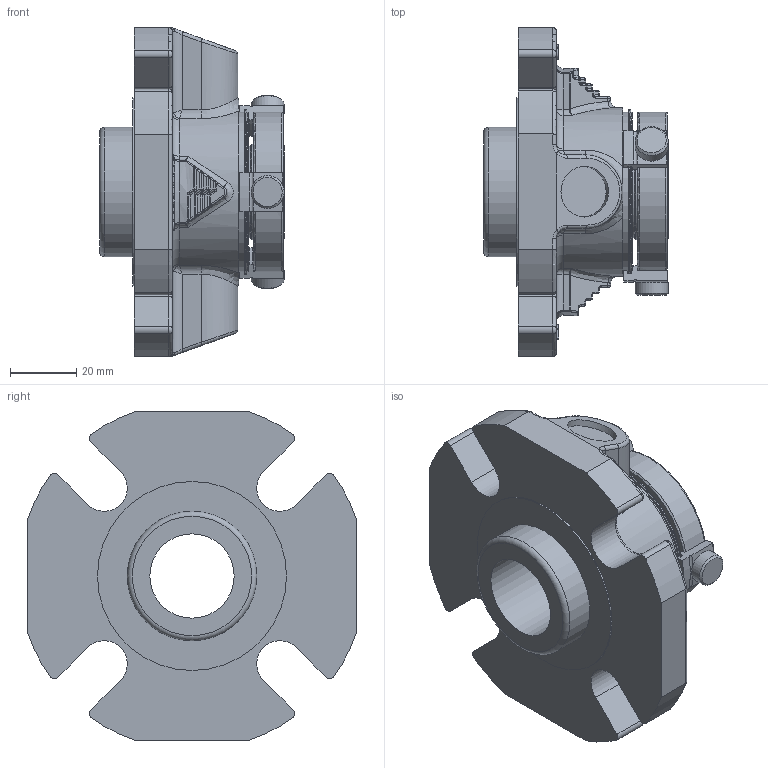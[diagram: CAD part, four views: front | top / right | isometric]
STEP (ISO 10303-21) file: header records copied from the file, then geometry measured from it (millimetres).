
FILE_DESCRIPTION(/* description */ ('Unknown'),/* implementation_level */ '2;1');
FILE_NAME(/* name */ '1.000 SMSS SEAL ARRANGEMENT',/* time_stamp */ '2023-04-17T12:07:47+01:00',/* author */ ('Unknown'),/* organization */ ('Unknown'),/* preprocessor_version */ 'ST-DEVELOPER v18.102',/* originating_system */ 'Solid Edge',/* authorisation */ 'Unknown');
FILE_SCHEMA (('AUTOMOTIVE_DESIGN {1 0 10303 214 3 1 1}'));
Length unit declared in the file: millimetre
Products named in the file (1): 1.000
Bounding box: 55.73 x 99.06 x 99.06 mm (x, y, z)
Volume: 154232.3 mm3; surface area: 35390.1 mm2
Topology: 1 solids, 1 shells, 652 faces, 1597 edges, 952 vertices
Faces by surface type: cylinder 268, plane 192, torus 80, bspline 58, sphere 40, cone 14
Full cylindrical faces by diameter (mm): 3.118 x2, 10 x3, 15.25 x2, 25.4 x1, 27.788 x1, 28.245 x1, 28.753 x1, 39.065 x1, 48.158 x3, 49.682 x1, 57 x1
Entity records: 19599 total; most frequent: CARTESIAN_POINT 4490, DIRECTION 3304, ORIENTED_EDGE 3074, EDGE_CURVE 1537, AXIS2_PLACEMENT_3D 1296, VERTEX_POINT 941, EDGE_LOOP 714, FACE_BOUND 714
